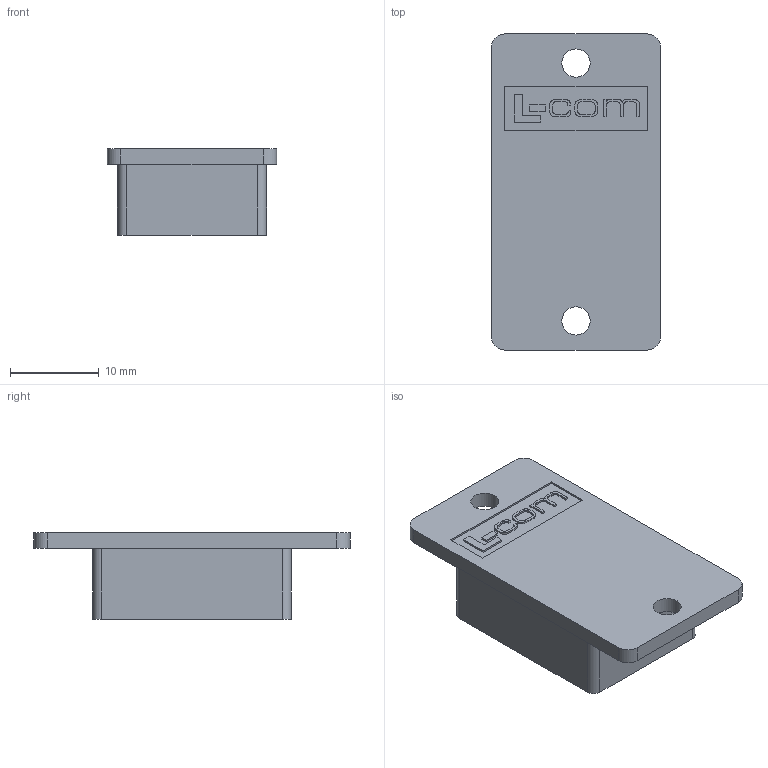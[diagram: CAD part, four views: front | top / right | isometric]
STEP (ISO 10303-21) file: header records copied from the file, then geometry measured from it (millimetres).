
FILE_DESCRIPTION (( 'STEP AP214' ), '1' );
FILE_NAME ('ECF-BLANK25.STEP', '2018-01-12T19:41:38', ( '' ), ( '' ), 'SwSTEP 2.0', 'SolidWorks 2014', '' );
FILE_SCHEMA (( 'AUTOMOTIVE_DESIGN' ));
Length unit declared in the file: millimetre
Products named in the file (1): ECF-BLANK25
Bounding box: 19.05 x 35.56 x 9.75 mm (x, y, z)
Volume: 1719.4 mm3; surface area: 2738 mm2
Topology: 1 solids, 1 shells, 103 faces, 276 edges, 184 vertices
Faces by surface type: plane 69, bspline 24, cylinder 10
Full cylindrical faces by diameter (mm): 3.175 x2
Entity records: 3412 total; most frequent: CARTESIAN_POINT 874, ORIENTED_EDGE 548, DIRECTION 406, EDGE_CURVE 274, VECTOR 206, LINE 206, VERTEX_POINT 184, EDGE_LOOP 118
